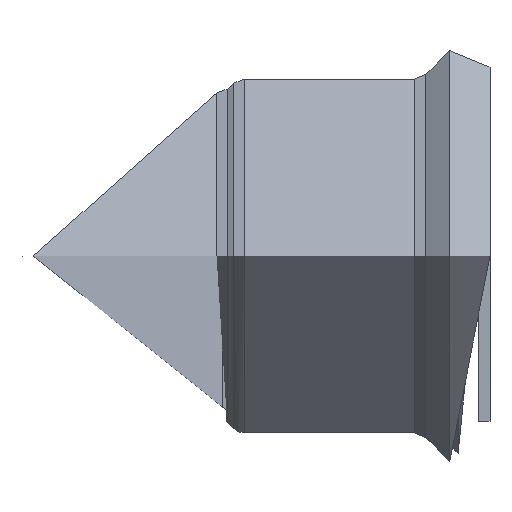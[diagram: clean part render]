
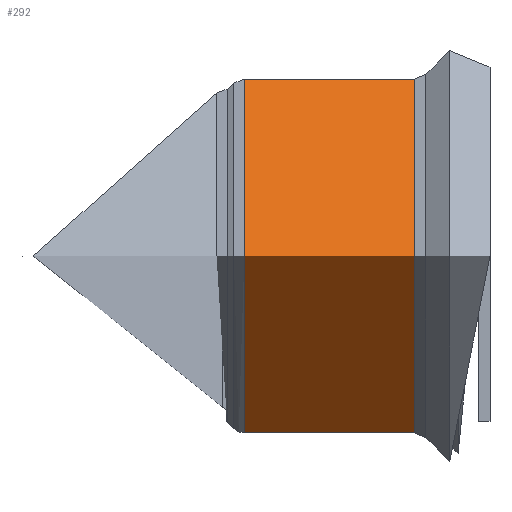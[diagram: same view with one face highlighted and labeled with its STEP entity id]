
A CAD part, top view. The second image highlights one B-rep face of the part: STEP entity #292.
In plain terms, the highlighted free-form (B-spline) face has degree [1, 2] with [2, 9] control points.
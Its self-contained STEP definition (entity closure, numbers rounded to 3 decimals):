
#170 = VERTEX_POINT('',#171);
#171 = CARTESIAN_POINT('',(86.767,0.,22.5));
#177 = EDGE_CURVE('',#178,#170,#180,.T.);
#178 = VERTEX_POINT('',#179);
#179 = CARTESIAN_POINT('',(86.767,22.5,0.));
#180 = ( BOUNDED_CURVE() B_SPLINE_CURVE(2,(#181,#182,#183),
.UNSPECIFIED.,.F.,.F.) B_SPLINE_CURVE_WITH_KNOTS((3,3),(-3.142,
-1.571),.PIECEWISE_BEZIER_KNOTS.) CURVE() 
GEOMETRIC_REPRESENTATION_ITEM() RATIONAL_B_SPLINE_CURVE((1.,
0.707,1.)) REPRESENTATION_ITEM('') );
#181 = CARTESIAN_POINT('',(86.767,22.5,0.));
#182 = CARTESIAN_POINT('',(86.767,22.5,22.5));
#183 = CARTESIAN_POINT('',(86.767,0.,22.5));
#185 = EDGE_CURVE('',#186,#178,#188,.T.);
#186 = VERTEX_POINT('',#187);
#187 = CARTESIAN_POINT('',(86.767,-22.5,0.));
#188 = ( BOUNDED_CURVE() B_SPLINE_CURVE(2,(#189,#190,#191,#192,#193),
.UNSPECIFIED.,.F.,.F.) B_SPLINE_CURVE_WITH_KNOTS((3,2,3),(
    0.,1.571,3.142),.UNSPECIFIED.) 
CURVE() GEOMETRIC_REPRESENTATION_ITEM() RATIONAL_B_SPLINE_CURVE((1.,
0.707,1.,0.707,1.)) REPRESENTATION_ITEM('') );
#189 = CARTESIAN_POINT('',(86.767,-22.5,0.));
#190 = CARTESIAN_POINT('',(86.767,-22.5,-22.5));
#191 = CARTESIAN_POINT('',(86.767,0.,-22.5));
#192 = CARTESIAN_POINT('',(86.767,22.5,-22.5));
#193 = CARTESIAN_POINT('',(86.767,22.5,0.));
#195 = EDGE_CURVE('',#170,#186,#196,.T.);
#196 = ( BOUNDED_CURVE() B_SPLINE_CURVE(2,(#197,#198,#199),
.UNSPECIFIED.,.F.,.F.) B_SPLINE_CURVE_WITH_KNOTS((3,3),(-1.571,
0.),.PIECEWISE_BEZIER_KNOTS.) CURVE() 
GEOMETRIC_REPRESENTATION_ITEM() RATIONAL_B_SPLINE_CURVE((1.,
0.707,1.)) REPRESENTATION_ITEM('') );
#197 = CARTESIAN_POINT('',(86.767,0.,22.5));
#198 = CARTESIAN_POINT('',(86.767,-22.5,22.5));
#199 = CARTESIAN_POINT('',(86.767,-22.5,0.));
#292 = ADVANCED_FACE('',(#293),#330,.T.);
#293 = FACE_BOUND('',#294,.T.);
#294 = EDGE_LOOP('',(#295,#296,#297,#304,#312,#320,#328,#329));
#295 = ORIENTED_EDGE('',*,*,#177,.T.);
#296 = ORIENTED_EDGE('',*,*,#195,.T.);
#297 = ORIENTED_EDGE('',*,*,#298,.T.);
#298 = EDGE_CURVE('',#186,#299,#301,.T.);
#299 = VERTEX_POINT('',#300);
#300 = CARTESIAN_POINT('',(108.429,-22.5,0.));
#301 = B_SPLINE_CURVE_WITH_KNOTS('',1,(#302,#303),.UNSPECIFIED.,.F.,.F.,
  (2,2),(-0.464,0.498),.PIECEWISE_BEZIER_KNOTS.);
#302 = CARTESIAN_POINT('',(86.767,-22.5,0.));
#303 = CARTESIAN_POINT('',(108.429,-22.5,0.));
#304 = ORIENTED_EDGE('',*,*,#305,.F.);
#305 = EDGE_CURVE('',#306,#299,#308,.T.);
#306 = VERTEX_POINT('',#307);
#307 = CARTESIAN_POINT('',(108.429,0.,22.5));
#308 = ( BOUNDED_CURVE() B_SPLINE_CURVE(2,(#309,#310,#311),
.UNSPECIFIED.,.F.,.F.) B_SPLINE_CURVE_WITH_KNOTS((3,3),(1.571,
3.142),.PIECEWISE_BEZIER_KNOTS.) CURVE() 
GEOMETRIC_REPRESENTATION_ITEM() RATIONAL_B_SPLINE_CURVE((1.,
0.707,1.)) REPRESENTATION_ITEM('') );
#309 = CARTESIAN_POINT('',(108.429,0.,22.5));
#310 = CARTESIAN_POINT('',(108.429,-22.5,22.5));
#311 = CARTESIAN_POINT('',(108.429,-22.5,0.));
#312 = ORIENTED_EDGE('',*,*,#313,.F.);
#313 = EDGE_CURVE('',#314,#306,#316,.T.);
#314 = VERTEX_POINT('',#315);
#315 = CARTESIAN_POINT('',(108.429,22.5,0.));
#316 = ( BOUNDED_CURVE() B_SPLINE_CURVE(2,(#317,#318,#319),
.UNSPECIFIED.,.F.,.F.) B_SPLINE_CURVE_WITH_KNOTS((3,3),(0.,
1.571),.PIECEWISE_BEZIER_KNOTS.) CURVE() 
GEOMETRIC_REPRESENTATION_ITEM() RATIONAL_B_SPLINE_CURVE((1.,
0.707,1.)) REPRESENTATION_ITEM('') );
#317 = CARTESIAN_POINT('',(108.429,22.5,0.));
#318 = CARTESIAN_POINT('',(108.429,22.5,22.5));
#319 = CARTESIAN_POINT('',(108.429,0.,22.5));
#320 = ORIENTED_EDGE('',*,*,#321,.F.);
#321 = EDGE_CURVE('',#299,#314,#322,.T.);
#322 = ( BOUNDED_CURVE() B_SPLINE_CURVE(2,(#323,#324,#325,#326,#327),
.UNSPECIFIED.,.F.,.F.) B_SPLINE_CURVE_WITH_KNOTS((3,2,3),(3.142,
4.712,6.283),.PIECEWISE_BEZIER_KNOTS.) CURVE() 
GEOMETRIC_REPRESENTATION_ITEM() RATIONAL_B_SPLINE_CURVE((1.,
0.707,1.,0.707,1.)) REPRESENTATION_ITEM('') );
#323 = CARTESIAN_POINT('',(108.429,-22.5,0.));
#324 = CARTESIAN_POINT('',(108.429,-22.5,-22.5));
#325 = CARTESIAN_POINT('',(108.429,0.,-22.5));
#326 = CARTESIAN_POINT('',(108.429,22.5,-22.5));
#327 = CARTESIAN_POINT('',(108.429,22.5,0.));
#328 = ORIENTED_EDGE('',*,*,#298,.F.);
#329 = ORIENTED_EDGE('',*,*,#185,.T.);
#330 = ( BOUNDED_SURFACE() B_SPLINE_SURFACE(1,2,(
    (#331,#332,#333,#334,#335,#336,#337,#338,#339)
    ,(#340,#341,#342,#343,#344,#345,#346,#347,#348
)),.UNSPECIFIED.,.F.,.T.,.F.) B_SPLINE_SURFACE_WITH_KNOTS((2,2),(1,2,2,2
    ,2,2,1),(-0.498,0.464),(-4.712,
    -3.142,-1.571,0.,1.571,3.142,
4.712),.UNSPECIFIED.) GEOMETRIC_REPRESENTATION_ITEM() 
RATIONAL_B_SPLINE_SURFACE((
    (1.,0.707,1.,0.707,1.,0.707,1.
      ,0.707,1.)
    ,(1.,0.707,1.,0.707,1.,0.707,1.
,0.707,1.))) REPRESENTATION_ITEM('') SURFACE() );
#331 = CARTESIAN_POINT('',(108.429,-22.5,0.));
#332 = CARTESIAN_POINT('',(108.429,-22.5,-22.5));
#333 = CARTESIAN_POINT('',(108.429,0.,-22.5));
#334 = CARTESIAN_POINT('',(108.429,22.5,-22.5));
#335 = CARTESIAN_POINT('',(108.429,22.5,0.));
#336 = CARTESIAN_POINT('',(108.429,22.5,22.5));
#337 = CARTESIAN_POINT('',(108.429,0.,22.5));
#338 = CARTESIAN_POINT('',(108.429,-22.5,22.5));
#339 = CARTESIAN_POINT('',(108.429,-22.5,0.));
#340 = CARTESIAN_POINT('',(86.767,-22.5,0.));
#341 = CARTESIAN_POINT('',(86.767,-22.5,-22.5));
#342 = CARTESIAN_POINT('',(86.767,0.,-22.5));
#343 = CARTESIAN_POINT('',(86.767,22.5,-22.5));
#344 = CARTESIAN_POINT('',(86.767,22.5,0.));
#345 = CARTESIAN_POINT('',(86.767,22.5,22.5));
#346 = CARTESIAN_POINT('',(86.767,0.,22.5));
#347 = CARTESIAN_POINT('',(86.767,-22.5,22.5));
#348 = CARTESIAN_POINT('',(86.767,-22.5,0.));
